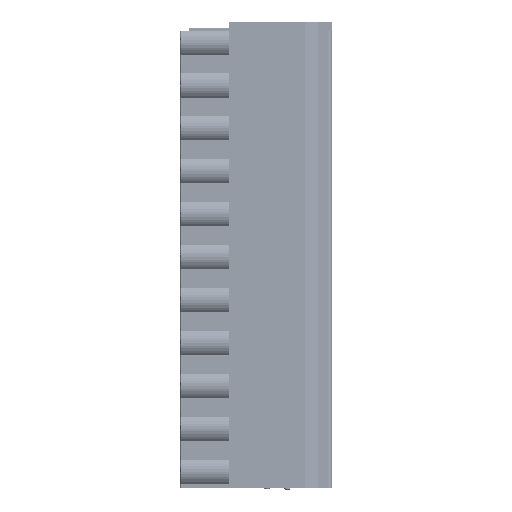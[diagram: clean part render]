
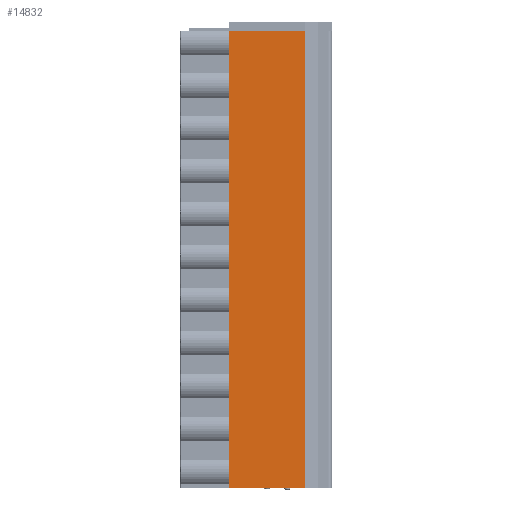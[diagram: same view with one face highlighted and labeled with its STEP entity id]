
A CAD part, front view. The second image highlights one B-rep face of the part: STEP entity #14832.
In plain terms, the highlighted planar face has unit normal (0, -1, 0).
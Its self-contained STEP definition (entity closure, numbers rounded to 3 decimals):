
#3431=B_SPLINE_CURVE_WITH_KNOTS('',3,(#137758,#137759,#137760,#137761),
 .UNSPECIFIED.,.F.,.F.,(4,4),(0.,1.),.UNSPECIFIED.);
#3434=B_SPLINE_CURVE_WITH_KNOTS('',3,(#137958,#137959,#137960,#137961),
 .UNSPECIFIED.,.F.,.F.,(4,4),(0.,1.),.UNSPECIFIED.);
#5780=FACE_OUTER_BOUND('',#23089,.T.);
#14832=ADVANCED_FACE('',(#5780),#19244,.T.);
#19244=PLANE('',#90651);
#23089=EDGE_LOOP('',(#37869,#37870,#37871,#37872,#37873));
#37869=ORIENTED_EDGE('',*,*,#65156,.T.);
#37870=ORIENTED_EDGE('',*,*,#59761,.T.);
#37871=ORIENTED_EDGE('',*,*,#65162,.F.);
#37872=ORIENTED_EDGE('',*,*,#65051,.F.);
#37873=ORIENTED_EDGE('',*,*,#65138,.F.);
#51858=VERTEX_POINT('',#123570);
#51859=VERTEX_POINT('',#123572);
#55055=VERTEX_POINT('',#137100);
#55201=VERTEX_POINT('',#137751);
#55254=VERTEX_POINT('',#137962);
#59761=EDGE_CURVE('',#51859,#51858,#72150,.T.);
#65051=EDGE_CURVE('',#55055,#55201,#3431,.T.);
#65138=EDGE_CURVE('',#55254,#55055,#3434,.T.);
#65156=EDGE_CURVE('',#55254,#51859,#76161,.T.);
#65162=EDGE_CURVE('',#55201,#51858,#76166,.T.);
#72150=LINE('',#123571,#79990);
#76161=LINE('',#137986,#84093);
#76166=LINE('',#137997,#84098);
#79990=VECTOR('',#97057,1.);
#84093=VECTOR('',#107214,1.);
#84098=VECTOR('',#107229,1.);
#90651=AXIS2_PLACEMENT_3D('',#137998,#107230,#107231);
#97057=DIRECTION('',(1.,0.,0.));
#107214=DIRECTION('',(0.,0.,-1.));
#107229=DIRECTION('',(0.,0.,-1.));
#107230=DIRECTION('',(0.,-1.,0.));
#107231=DIRECTION('',(-1.,0.,0.));
#123570=CARTESIAN_POINT('',(-4.65,-13.766,-6.455));
#123571=CARTESIAN_POINT('',(-18.05,-13.766,-6.455));
#123572=CARTESIAN_POINT('',(-18.05,-13.766,-6.455));
#137100=CARTESIAN_POINT('',(-18.,-13.766,73.545));
#137751=CARTESIAN_POINT('',(-4.65,-13.766,73.545));
#137758=CARTESIAN_POINT('',(-18.,-13.766,73.545));
#137759=CARTESIAN_POINT('',(-13.55,-13.766,73.545));
#137760=CARTESIAN_POINT('',(-9.1,-13.766,73.545));
#137761=CARTESIAN_POINT('',(-4.65,-13.766,73.545));
#137958=CARTESIAN_POINT('',(-18.05,-13.766,73.545));
#137959=CARTESIAN_POINT('',(-18.033,-13.766,73.545));
#137960=CARTESIAN_POINT('',(-18.017,-13.766,73.545));
#137961=CARTESIAN_POINT('',(-18.,-13.766,73.545));
#137962=CARTESIAN_POINT('',(-18.05,-13.766,73.545));
#137986=CARTESIAN_POINT('',(-18.05,-13.766,-31.455));
#137997=CARTESIAN_POINT('',(-4.65,-13.766,-31.455));
#137998=CARTESIAN_POINT('',(-18.05,-13.766,-31.455));
